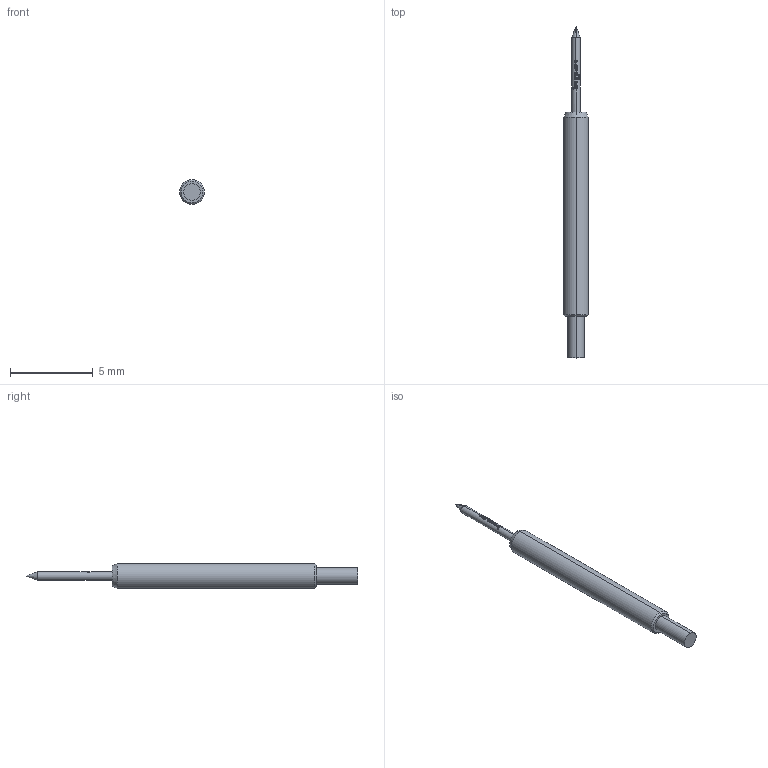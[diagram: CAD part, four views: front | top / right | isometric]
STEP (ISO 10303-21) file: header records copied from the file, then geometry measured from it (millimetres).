
FILE_DESCRIPTION (( 'STEP AP203' ), '1' );
FILE_NAME ('INGUN_GKS-941_301_050_R_xx00_L.STEP', '2021-09-14T11:55:08', ( 'ochi' ), ( '' ), 'SwSTEP 2.0', 'SolidWorks 2018', '' );
FILE_SCHEMA (( 'CONFIG_CONTROL_DESIGN' ));
Length unit declared in the file: millimetre
Products named in the file (1): INGUN_GKS-941_301_050_R_xx00_L
Bounding box: 1.5 x 20 x 1.5 mm (x, y, z)
Volume: 24.5 mm3; surface area: 76 mm2
Topology: 1 solids, 1 shells, 86 faces, 240 edges, 157 vertices
Faces by surface type: plane 33, cylinder 25, bspline 22, cone 6
Entity records: 4014 total; most frequent: CARTESIAN_POINT 2171, ORIENTED_EDGE 476, EDGE_CURVE 238, B_SPLINE_CURVE_WITH_KNOTS 192, DIRECTION 192, VERTEX_POINT 157, EDGE_LOOP 89, FACE_OUTER_BOUND 86
